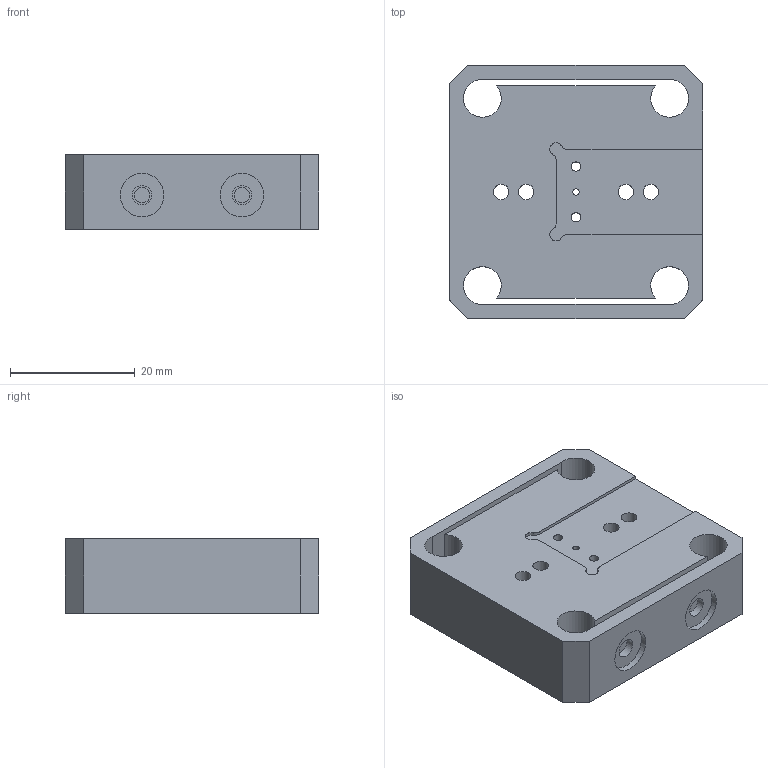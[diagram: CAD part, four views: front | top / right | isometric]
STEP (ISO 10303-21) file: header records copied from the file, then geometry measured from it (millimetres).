
FILE_DESCRIPTION(/* description */ ('Alibre Inc.'),/* implementation_level */ '2;1');
FILE_NAME(/* name */ 'export0',/* time_stamp */ '2019-08-27T12:06:49+02:00',/* author */ (''),/* organization */ (''),/* preprocessor_version */ 'ST-DEVELOPER v12',/* originating_system */ 'Alibre',/* authorisation */ '');
FILE_SCHEMA (('AUTOMOTIVE_DESIGN'));
Length unit declared in the file: centimetre
Bounding box: 40.6 x 40.6 x 12 mm (x, y, z)
Volume: 16568.1 mm3; surface area: 7918.9 mm2
Topology: 1 solids, 1 shells, 73 faces, 174 edges, 120 vertices
Faces by surface type: cylinder 38, plane 35
Full cylindrical faces by diameter (mm): 1 x1, 1.5 x2, 2.5 x12, 3.1 x8, 4.85 x1, 7 x4
Entity records: 1920 total; most frequent: DIRECTION 312, CARTESIAN_POINT 310, ORIENTED_EDGE 268, AXIS2_PLACEMENT_3D 145, EDGE_LOOP 144, FACE_BOUND 144, EDGE_CURVE 134, VERTEX_POINT 108
